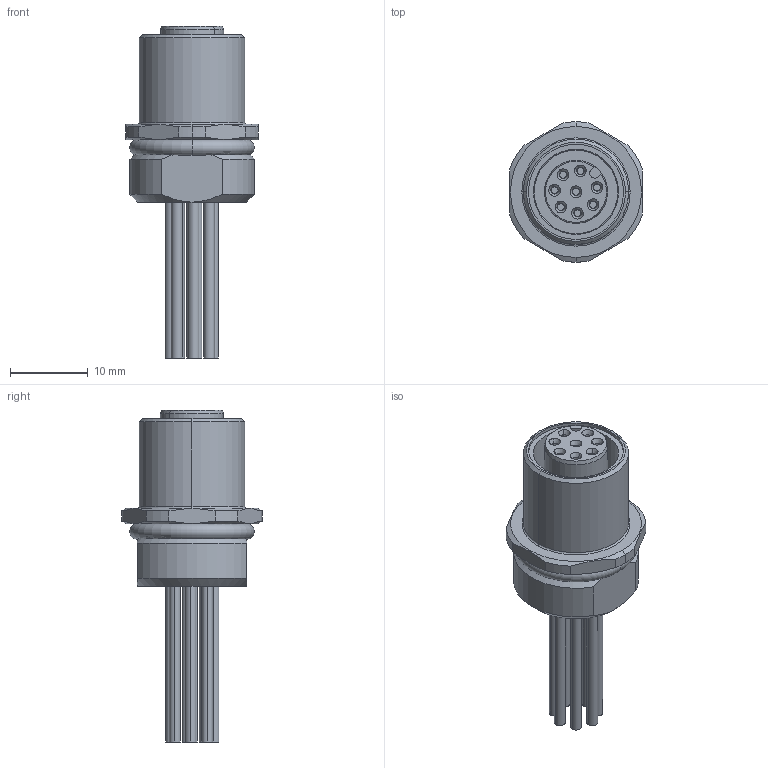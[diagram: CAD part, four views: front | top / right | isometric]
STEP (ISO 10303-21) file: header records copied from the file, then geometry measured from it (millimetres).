
FILE_DESCRIPTION (( 'STEP AP214' ), '1' );
FILE_NAME ('7231-17181-9730100.step', '2016-05-09T19:33:57', ( '' ), ( '' ), 'SwSTEP 2.0', 'SolidWorks 2015', '' );
FILE_SCHEMA (( 'AUTOMOTIVE_DESIGN' ));
Length unit declared in the file: millimetre
Products named in the file (1): 7231-17181-9730100
Bounding box: 17 x 18 x 42.6 mm (x, y, z)
Volume: 3403.4 mm3; surface area: 2996 mm2
Topology: 1 solids, 1 shells, 145 faces, 327 edges, 208 vertices
Faces by surface type: cone 53, cylinder 53, plane 35, torus 4
Entity records: 5032 total; most frequent: CARTESIAN_POINT 1053, DIRECTION 720, ORIENTED_EDGE 654, EDGE_CURVE 327, AXIS2_PLACEMENT_3D 303, VERTEX_POINT 208, EDGE_LOOP 169, CIRCLE 157
